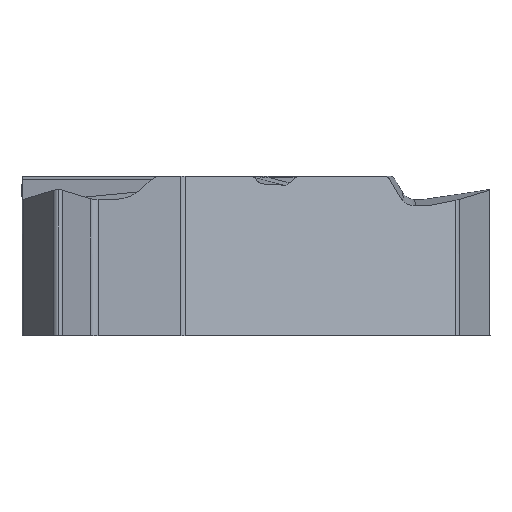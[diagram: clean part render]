
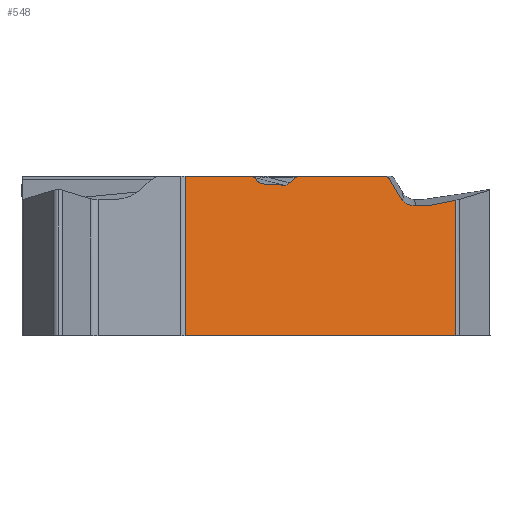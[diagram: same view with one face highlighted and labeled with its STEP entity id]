
A CAD part, front view. The second image highlights one B-rep face of the part: STEP entity #548.
In plain terms, the highlighted planar face has unit normal (0.5, -0.866, 0).
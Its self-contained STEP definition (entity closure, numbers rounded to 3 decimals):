
#82=FACE_OUTER_BOUND('',#701,.T.);
#151=PLANE('',#1823);
#183=LINE('',#2621,#324);
#187=LINE('',#2635,#328);
#246=LINE('',#2884,#387);
#247=LINE('',#2886,#388);
#248=LINE('',#2888,#389);
#249=LINE('',#2890,#390);
#250=LINE('',#2894,#391);
#251=LINE('',#2898,#392);
#252=LINE('',#2903,#393);
#253=LINE('',#2907,#394);
#254=LINE('',#2911,#395);
#324=VECTOR('',#1950,1.);
#328=VECTOR('',#1960,1.);
#387=VECTOR('',#2169,1.);
#388=VECTOR('',#2170,1.);
#389=VECTOR('',#2171,1.);
#390=VECTOR('',#2172,1.);
#391=VECTOR('',#2175,1.);
#392=VECTOR('',#2178,1.);
#393=VECTOR('',#2183,1.);
#394=VECTOR('',#2186,1.);
#395=VECTOR('',#2189,1.);
#488=ELLIPSE('',#1816,0.37,0.33);
#489=ELLIPSE('',#1817,0.401,0.33);
#490=ELLIPSE('',#1818,0.177,0.15);
#491=ELLIPSE('',#1819,0.167,0.15);
#492=ELLIPSE('',#1820,0.314,0.3);
#493=ELLIPSE('',#1821,0.314,0.3);
#494=ELLIPSE('',#1822,0.15,0.15);
#548=ADVANCED_FACE('',(#82),#151,.F.);
#701=EDGE_LOOP('',(#966,#967,#968,#969,#970,#971,#972,#973,#974,#975,#976,
#977,#978,#979,#980,#981,#982,#983));
#966=ORIENTED_EDGE('',*,*,#1536,.T.);
#967=ORIENTED_EDGE('',*,*,#1537,.T.);
#968=ORIENTED_EDGE('',*,*,#1538,.T.);
#969=ORIENTED_EDGE('',*,*,#1539,.T.);
#970=ORIENTED_EDGE('',*,*,#1540,.T.);
#971=ORIENTED_EDGE('',*,*,#1541,.F.);
#972=ORIENTED_EDGE('',*,*,#1542,.T.);
#973=ORIENTED_EDGE('',*,*,#1543,.T.);
#974=ORIENTED_EDGE('',*,*,#1544,.F.);
#975=ORIENTED_EDGE('',*,*,#1433,.F.);
#976=ORIENTED_EDGE('',*,*,#1545,.F.);
#977=ORIENTED_EDGE('',*,*,#1546,.T.);
#978=ORIENTED_EDGE('',*,*,#1547,.T.);
#979=ORIENTED_EDGE('',*,*,#1548,.T.);
#980=ORIENTED_EDGE('',*,*,#1549,.T.);
#981=ORIENTED_EDGE('',*,*,#1550,.T.);
#982=ORIENTED_EDGE('',*,*,#1551,.F.);
#983=ORIENTED_EDGE('',*,*,#1426,.F.);
#1268=VERTEX_POINT('',#2620);
#1269=VERTEX_POINT('',#2622);
#1275=VERTEX_POINT('',#2634);
#1276=VERTEX_POINT('',#2636);
#1344=VERTEX_POINT('',#2885);
#1345=VERTEX_POINT('',#2887);
#1346=VERTEX_POINT('',#2889);
#1347=VERTEX_POINT('',#2891);
#1348=VERTEX_POINT('',#2893);
#1349=VERTEX_POINT('',#2895);
#1350=VERTEX_POINT('',#2897);
#1351=VERTEX_POINT('',#2899);
#1352=VERTEX_POINT('',#2902);
#1353=VERTEX_POINT('',#2904);
#1354=VERTEX_POINT('',#2906);
#1355=VERTEX_POINT('',#2908);
#1356=VERTEX_POINT('',#2910);
#1357=VERTEX_POINT('',#2912);
#1426=EDGE_CURVE('',#1268,#1269,#183,.T.);
#1433=EDGE_CURVE('',#1275,#1276,#187,.T.);
#1536=EDGE_CURVE('',#1268,#1344,#246,.T.);
#1537=EDGE_CURVE('',#1344,#1345,#247,.T.);
#1538=EDGE_CURVE('',#1345,#1346,#248,.T.);
#1539=EDGE_CURVE('',#1346,#1347,#249,.T.);
#1540=EDGE_CURVE('',#1347,#1348,#488,.T.);
#1541=EDGE_CURVE('',#1349,#1348,#250,.T.);
#1542=EDGE_CURVE('',#1349,#1350,#489,.T.);
#1543=EDGE_CURVE('',#1350,#1351,#251,.T.);
#1544=EDGE_CURVE('',#1276,#1351,#490,.T.);
#1545=EDGE_CURVE('',#1352,#1275,#491,.T.);
#1546=EDGE_CURVE('',#1352,#1353,#252,.T.);
#1547=EDGE_CURVE('',#1353,#1354,#492,.T.);
#1548=EDGE_CURVE('',#1354,#1355,#253,.T.);
#1549=EDGE_CURVE('',#1355,#1356,#493,.T.);
#1550=EDGE_CURVE('',#1356,#1357,#254,.T.);
#1551=EDGE_CURVE('',#1269,#1357,#494,.T.);
#1816=AXIS2_PLACEMENT_3D('',#2892,#2173,#2174);
#1817=AXIS2_PLACEMENT_3D('',#2896,#2176,#2177);
#1818=AXIS2_PLACEMENT_3D('',#2900,#2179,#2180);
#1819=AXIS2_PLACEMENT_3D('',#2901,#2181,#2182);
#1820=AXIS2_PLACEMENT_3D('',#2905,#2184,#2185);
#1821=AXIS2_PLACEMENT_3D('',#2909,#2187,#2188);
#1822=AXIS2_PLACEMENT_3D('',#2913,#2190,#2191);
#1823=AXIS2_PLACEMENT_3D('',#2914,#2192,#2193);
#1950=DIRECTION('',(0.866,0.5,0.));
#1960=DIRECTION('',(0.866,0.5,0.));
#2169=DIRECTION('',(0.,0.,-1.));
#2170=DIRECTION('',(0.866,0.5,0.));
#2171=DIRECTION('',(0.,0.,1.));
#2172=DIRECTION('',(-0.853,-0.492,-0.174));
#2173=DIRECTION('',(-0.5,0.866,0.));
#2174=DIRECTION('',(-0.853,-0.492,-0.174));
#2175=DIRECTION('',(0.866,0.5,0.));
#2176=DIRECTION('',(-0.5,0.866,0.));
#2177=DIRECTION('',(-0.859,-0.496,0.126));
#2178=DIRECTION('',(-0.499,-0.288,0.817));
#2179=DIRECTION('',(-0.5,0.866,0.));
#2180=DIRECTION('',(-0.866,-0.5,0.));
#2181=DIRECTION('',(-0.5,0.866,0.));
#2182=DIRECTION('',(-0.866,-0.5,0.));
#2183=DIRECTION('',(-0.687,-0.397,-0.608));
#2184=DIRECTION('',(-0.5,0.866,0.));
#2185=DIRECTION('',(-0.7,-0.404,0.589));
#2186=DIRECTION('',(-0.865,-0.499,0.049));
#2187=DIRECTION('',(-0.5,0.866,0.));
#2188=DIRECTION('',(-0.7,-0.404,0.589));
#2189=DIRECTION('',(-0.656,-0.378,0.653));
#2190=DIRECTION('',(-0.5,0.866,0.));
#2191=DIRECTION('',(0.866,0.5,0.));
#2192=DIRECTION('',(-0.5,0.866,0.));
#2193=DIRECTION('',(-0.866,-0.5,0.));
#2620=CARTESIAN_POINT('',(-0.264,-5.652,0.42));
#2621=CARTESIAN_POINT('',(8.733,-0.457,0.42));
#2622=CARTESIAN_POINT('',(1.543,-4.608,0.42));
#2634=CARTESIAN_POINT('',(2.884,-3.834,0.42));
#2635=CARTESIAN_POINT('',(-3.971,-7.792,0.42));
#2636=CARTESIAN_POINT('',(5.232,-2.479,0.42));
#2884=CARTESIAN_POINT('',(-0.264,-5.652,0.05));
#2885=CARTESIAN_POINT('',(-0.264,-5.652,-3.97));
#2886=CARTESIAN_POINT('',(8.733,-0.457,-3.97));
#2887=CARTESIAN_POINT('',(7.197,-1.344,-3.97));
#2888=CARTESIAN_POINT('',(7.197,-1.344,0.05));
#2889=CARTESIAN_POINT('',(7.197,-1.344,-0.239));
#2890=CARTESIAN_POINT('',(-3.591,-7.573,-2.436));
#2891=CARTESIAN_POINT('',(6.536,-1.726,-0.374));
#2892=CARTESIAN_POINT('',(6.486,-1.755,-0.049));
#2893=CARTESIAN_POINT('',(6.474,-1.762,-0.38));
#2894=CARTESIAN_POINT('',(-3.971,-7.792,-0.38));
#2895=CARTESIAN_POINT('',(6.015,-2.027,-0.38));
#2896=CARTESIAN_POINT('',(5.998,-2.036,-0.049));
#2897=CARTESIAN_POINT('',(5.701,-2.208,-0.205));
#2898=CARTESIAN_POINT('',(2.381,-4.125,5.226));
#2899=CARTESIAN_POINT('',(5.363,-2.403,0.347));
#2900=CARTESIAN_POINT('',(5.232,-2.479,0.27));
#2901=CARTESIAN_POINT('',(2.884,-3.834,0.27));
#2902=CARTESIAN_POINT('',(2.79,-3.888,0.384));
#2903=CARTESIAN_POINT('',(-1.61,-6.429,-3.509));
#2904=CARTESIAN_POINT('',(2.626,-3.983,0.239));
#2905=CARTESIAN_POINT('',(2.457,-4.081,0.483));
#2906=CARTESIAN_POINT('',(2.455,-4.082,0.178));
#2907=CARTESIAN_POINT('',(8.724,-0.462,-0.173));
#2908=CARTESIAN_POINT('',(1.893,-4.407,0.21));
#2909=CARTESIAN_POINT('',(1.894,-4.406,0.515));
#2910=CARTESIAN_POINT('',(1.723,-4.505,0.289));
#2911=CARTESIAN_POINT('',(5.842,-2.126,-3.817));
#2912=CARTESIAN_POINT('',(1.628,-4.559,0.384));
#2913=CARTESIAN_POINT('',(1.543,-4.608,0.27));
#2914=CARTESIAN_POINT('',(8.733,-0.457,0.05));
